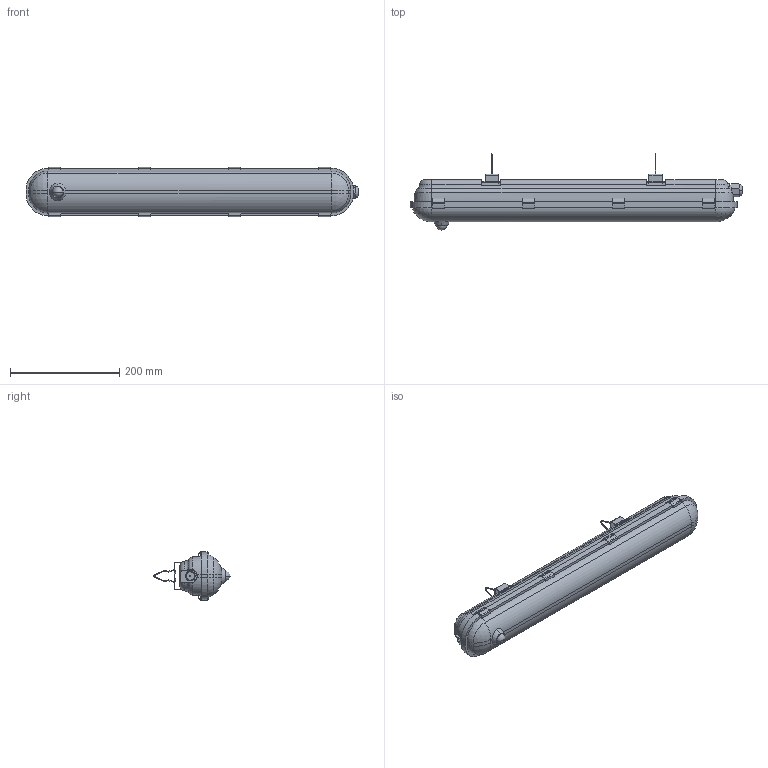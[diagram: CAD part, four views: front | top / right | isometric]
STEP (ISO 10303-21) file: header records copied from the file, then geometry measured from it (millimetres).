
FILE_DESCRIPTION (( 'STEP AP214' ), '1' );
FILE_NAME ('LDSP1-1302D-20-K03 Ñâåòèëüíèê ÄÑÏ 1302Ä 20Âò IP54 ñåðûé (àíàëîã ËÑÏ-2õ18âò) ÈÝÊ.STEP', '2017-09-06T14:14:44', ( '' ), ( '' ), 'SwSTEP 2.0', 'SolidWorks 2014', '' );
FILE_SCHEMA (( 'AUTOMOTIVE_DESIGN' ));
Length unit declared in the file: millimetre
Products named in the file (1): LDSP1-1302D-20-K03 Ñâåòèëüíèê ÄÑÏ 1302Ä 20Âò  IP54 ñåðûé (àíàëîã ËÑÏ-2õ18âò) ÈÝÊ
Bounding box: 608.5 x 139.45 x 89.97 mm (x, y, z)
Volume: 2880055.4 mm3; surface area: 195363.5 mm2
Topology: 1 solids, 1 shells, 480 faces, 1384 edges, 895 vertices
Faces by surface type: plane 220, cylinder 182, torus 50, cone 22, sphere 6
Entity records: 16446 total; most frequent: CARTESIAN_POINT 3368, DIRECTION 2842, ORIENTED_EDGE 2768, EDGE_CURVE 1384, AXIS2_PLACEMENT_3D 1045, VERTEX_POINT 895, VECTOR 752, LINE 752
